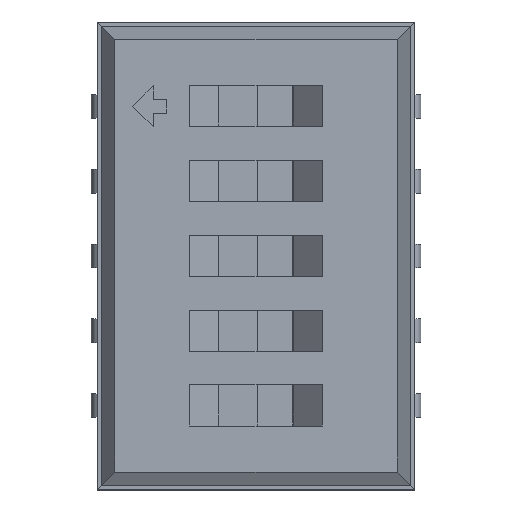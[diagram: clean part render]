
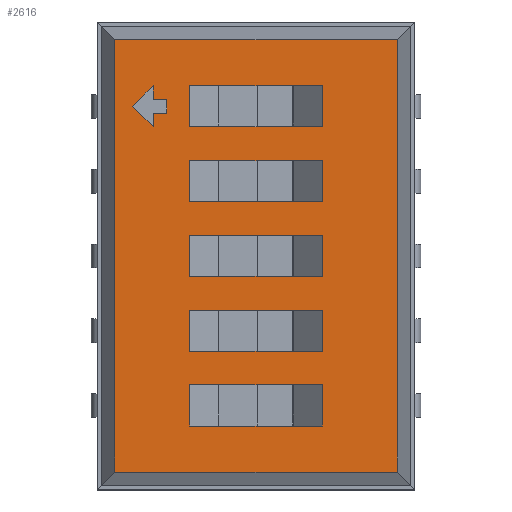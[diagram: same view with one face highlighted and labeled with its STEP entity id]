
A CAD part, top view. The second image highlights one B-rep face of the part: STEP entity #2616.
In plain terms, the highlighted planar face has unit normal (0, 0, 1).
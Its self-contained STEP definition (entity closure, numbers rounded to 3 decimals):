
#27=VECTOR('',#28,1.);
#28=DIRECTION('',(1.,0.,0.));
#51=VECTOR('',#52,1.);
#52=DIRECTION('',(0.,1.,0.));
#60=VECTOR('',#61,1.);
#61=DIRECTION('',(0.,-1.,0.));
#171=VECTOR('',#172,1.);
#172=DIRECTION('',(-1.,0.,0.));
#282=DIRECTION('',(0.,0.,-1.));
#2566=VERTEX_POINT('',#2567);
#2567=CARTESIAN_POINT('',(2.397,-3.672,2.4));
#2569=ORIENTED_EDGE('',*,*,#2570,.F.);
#2570=EDGE_CURVE('',#2571,#2566,#2573,.T.);
#2571=VERTEX_POINT('',#2572);
#2572=CARTESIAN_POINT('',(-2.397,-3.672,2.4));
#2573=LINE('',#2572,#27);
#2608=VERTEX_POINT('',#2609);
#2609=CARTESIAN_POINT('',(2.397,3.672,2.4));
#2611=ORIENTED_EDGE('',*,*,#2612,.F.);
#2612=EDGE_CURVE('',#2566,#2608,#2613,.T.);
#2613=LINE('',#2567,#51);
#2616=ADVANCED_FACE('',(#2617,#2627,#2649,#2671,#2693,#2738,#2760),#2782,.F.);
#2617=FACE_BOUND('',#2618,.F.);
#2618=EDGE_LOOP('',(#2611,#2569,#2619,#2624));
#2619=ORIENTED_EDGE('',*,*,#2620,.F.);
#2620=EDGE_CURVE('',#2621,#2571,#2623,.T.);
#2621=VERTEX_POINT('',#2622);
#2622=CARTESIAN_POINT('',(-2.397,3.672,2.4));
#2623=LINE('',#2622,#60);
#2624=ORIENTED_EDGE('',*,*,#2625,.F.);
#2625=EDGE_CURVE('',#2608,#2621,#2626,.T.);
#2626=LINE('',#2609,#171);
#2627=FACE_BOUND('',#2628,.F.);
#2628=EDGE_LOOP('',(#2629,#2636,#2641,#2646));
#2629=ORIENTED_EDGE('',*,*,#2630,.T.);
#2630=EDGE_CURVE('',#2631,#2633,#2635,.T.);
#2631=VERTEX_POINT('',#2632);
#2632=CARTESIAN_POINT('',(-1.125,-0.35,2.4));
#2633=VERTEX_POINT('',#2634);
#2634=CARTESIAN_POINT('',(1.125,-0.35,2.4));
#2635=LINE('',#2632,#27);
#2636=ORIENTED_EDGE('',*,*,#2637,.T.);
#2637=EDGE_CURVE('',#2633,#2638,#2640,.T.);
#2638=VERTEX_POINT('',#2639);
#2639=CARTESIAN_POINT('',(1.125,0.35,2.4));
#2640=LINE('',#2634,#51);
#2641=ORIENTED_EDGE('',*,*,#2642,.T.);
#2642=EDGE_CURVE('',#2638,#2643,#2645,.T.);
#2643=VERTEX_POINT('',#2644);
#2644=CARTESIAN_POINT('',(-1.125,0.35,2.4));
#2645=LINE('',#2639,#171);
#2646=ORIENTED_EDGE('',*,*,#2647,.T.);
#2647=EDGE_CURVE('',#2643,#2631,#2648,.T.);
#2648=LINE('',#2644,#60);
#2649=FACE_BOUND('',#2650,.F.);
#2650=EDGE_LOOP('',(#2651,#2658,#2663,#2668));
#2651=ORIENTED_EDGE('',*,*,#2652,.T.);
#2652=EDGE_CURVE('',#2653,#2655,#2657,.T.);
#2653=VERTEX_POINT('',#2654);
#2654=CARTESIAN_POINT('',(-1.125,1.62,2.4));
#2655=VERTEX_POINT('',#2656);
#2656=CARTESIAN_POINT('',(-1.125,0.92,2.4));
#2657=LINE('',#2654,#60);
#2658=ORIENTED_EDGE('',*,*,#2659,.T.);
#2659=EDGE_CURVE('',#2655,#2660,#2662,.T.);
#2660=VERTEX_POINT('',#2661);
#2661=CARTESIAN_POINT('',(1.125,0.92,2.4));
#2662=LINE('',#2656,#27);
#2663=ORIENTED_EDGE('',*,*,#2664,.T.);
#2664=EDGE_CURVE('',#2660,#2665,#2667,.T.);
#2665=VERTEX_POINT('',#2666);
#2666=CARTESIAN_POINT('',(1.125,1.62,2.4));
#2667=LINE('',#2661,#51);
#2668=ORIENTED_EDGE('',*,*,#2669,.T.);
#2669=EDGE_CURVE('',#2665,#2653,#2670,.T.);
#2670=LINE('',#2666,#171);
#2671=FACE_BOUND('',#2672,.F.);
#2672=EDGE_LOOP('',(#2673,#2680,#2685,#2690));
#2673=ORIENTED_EDGE('',*,*,#2674,.T.);
#2674=EDGE_CURVE('',#2675,#2677,#2679,.T.);
#2675=VERTEX_POINT('',#2676);
#2676=CARTESIAN_POINT('',(-1.125,2.19,2.4));
#2677=VERTEX_POINT('',#2678);
#2678=CARTESIAN_POINT('',(1.125,2.19,2.4));
#2679=LINE('',#2676,#27);
#2680=ORIENTED_EDGE('',*,*,#2681,.T.);
#2681=EDGE_CURVE('',#2677,#2682,#2684,.T.);
#2682=VERTEX_POINT('',#2683);
#2683=CARTESIAN_POINT('',(1.125,2.89,2.4));
#2684=LINE('',#2678,#51);
#2685=ORIENTED_EDGE('',*,*,#2686,.T.);
#2686=EDGE_CURVE('',#2682,#2687,#2689,.T.);
#2687=VERTEX_POINT('',#2688);
#2688=CARTESIAN_POINT('',(-1.125,2.89,2.4));
#2689=LINE('',#2683,#171);
#2690=ORIENTED_EDGE('',*,*,#2691,.T.);
#2691=EDGE_CURVE('',#2687,#2675,#2692,.T.);
#2692=LINE('',#2688,#60);
#2693=FACE_BOUND('',#2694,.F.);
#2694=EDGE_LOOP('',(#2695,#2702,#2709,#2716,#2721,#2728,#2733));
#2695=ORIENTED_EDGE('',*,*,#2696,.T.);
#2696=EDGE_CURVE('',#2697,#2699,#2701,.T.);
#2697=VERTEX_POINT('',#2698);
#2698=CARTESIAN_POINT('',(-1.747,2.657,2.4));
#2699=VERTEX_POINT('',#2700);
#2700=CARTESIAN_POINT('',(-1.747,2.89,2.4));
#2701=LINE('',#2698,#51);
#2702=ORIENTED_EDGE('',*,*,#2703,.T.);
#2703=EDGE_CURVE('',#2699,#2704,#2706,.T.);
#2704=VERTEX_POINT('',#2705);
#2705=CARTESIAN_POINT('',(-2.097,2.54,2.4));
#2706=LINE('',#2700,#2707);
#2707=VECTOR('',#2708,1.);
#2708=DIRECTION('',(-0.707,-0.707,0.));
#2709=ORIENTED_EDGE('',*,*,#2710,.T.);
#2710=EDGE_CURVE('',#2704,#2711,#2713,.T.);
#2711=VERTEX_POINT('',#2712);
#2712=CARTESIAN_POINT('',(-1.747,2.19,2.4));
#2713=LINE('',#2705,#2714);
#2714=VECTOR('',#2715,1.);
#2715=DIRECTION('',(0.707,-0.707,0.));
#2716=ORIENTED_EDGE('',*,*,#2717,.T.);
#2717=EDGE_CURVE('',#2711,#2718,#2720,.T.);
#2718=VERTEX_POINT('',#2719);
#2719=CARTESIAN_POINT('',(-1.747,2.423,2.4));
#2720=LINE('',#2712,#51);
#2721=ORIENTED_EDGE('',*,*,#2722,.T.);
#2722=EDGE_CURVE('',#2718,#2723,#2725,.T.);
#2723=VERTEX_POINT('',#2724);
#2724=CARTESIAN_POINT('',(-1.513,2.423,2.4));
#2725=LINE('',#2719,#2726);
#2726=VECTOR('',#2727,1.);
#2727=DIRECTION('',(1.,0.,0.));
#2728=ORIENTED_EDGE('',*,*,#2729,.T.);
#2729=EDGE_CURVE('',#2723,#2730,#2732,.T.);
#2730=VERTEX_POINT('',#2731);
#2731=CARTESIAN_POINT('',(-1.513,2.657,2.4));
#2732=LINE('',#2724,#51);
#2733=ORIENTED_EDGE('',*,*,#2734,.T.);
#2734=EDGE_CURVE('',#2730,#2697,#2735,.T.);
#2735=LINE('',#2731,#2736);
#2736=VECTOR('',#2737,1.);
#2737=DIRECTION('',(-1.,0.,0.));
#2738=FACE_BOUND('',#2739,.F.);
#2739=EDGE_LOOP('',(#2740,#2747,#2752,#2757));
#2740=ORIENTED_EDGE('',*,*,#2741,.T.);
#2741=EDGE_CURVE('',#2742,#2744,#2746,.T.);
#2742=VERTEX_POINT('',#2743);
#2743=CARTESIAN_POINT('',(-1.125,-2.89,2.4));
#2744=VERTEX_POINT('',#2745);
#2745=CARTESIAN_POINT('',(1.125,-2.89,2.4));
#2746=LINE('',#2743,#27);
#2747=ORIENTED_EDGE('',*,*,#2748,.T.);
#2748=EDGE_CURVE('',#2744,#2749,#2751,.T.);
#2749=VERTEX_POINT('',#2750);
#2750=CARTESIAN_POINT('',(1.125,-2.19,2.4));
#2751=LINE('',#2745,#51);
#2752=ORIENTED_EDGE('',*,*,#2753,.T.);
#2753=EDGE_CURVE('',#2749,#2754,#2756,.T.);
#2754=VERTEX_POINT('',#2755);
#2755=CARTESIAN_POINT('',(-1.125,-2.19,2.4));
#2756=LINE('',#2750,#171);
#2757=ORIENTED_EDGE('',*,*,#2758,.T.);
#2758=EDGE_CURVE('',#2754,#2742,#2759,.T.);
#2759=LINE('',#2755,#60);
#2760=FACE_BOUND('',#2761,.F.);
#2761=EDGE_LOOP('',(#2762,#2769,#2774,#2779));
#2762=ORIENTED_EDGE('',*,*,#2763,.T.);
#2763=EDGE_CURVE('',#2764,#2766,#2768,.T.);
#2764=VERTEX_POINT('',#2765);
#2765=CARTESIAN_POINT('',(-1.125,-0.92,2.4));
#2766=VERTEX_POINT('',#2767);
#2767=CARTESIAN_POINT('',(-1.125,-1.62,2.4));
#2768=LINE('',#2765,#60);
#2769=ORIENTED_EDGE('',*,*,#2770,.T.);
#2770=EDGE_CURVE('',#2766,#2771,#2773,.T.);
#2771=VERTEX_POINT('',#2772);
#2772=CARTESIAN_POINT('',(1.125,-1.62,2.4));
#2773=LINE('',#2767,#27);
#2774=ORIENTED_EDGE('',*,*,#2775,.T.);
#2775=EDGE_CURVE('',#2771,#2776,#2778,.T.);
#2776=VERTEX_POINT('',#2777);
#2777=CARTESIAN_POINT('',(1.125,-0.92,2.4));
#2778=LINE('',#2772,#51);
#2779=ORIENTED_EDGE('',*,*,#2780,.T.);
#2780=EDGE_CURVE('',#2776,#2764,#2781,.T.);
#2781=LINE('',#2777,#171);
#2782=PLANE('',#2783);
#2783=AXIS2_PLACEMENT_3D('',#2567,#282,#2784);
#2784=DIRECTION('',(-0.547,0.837,0.));
